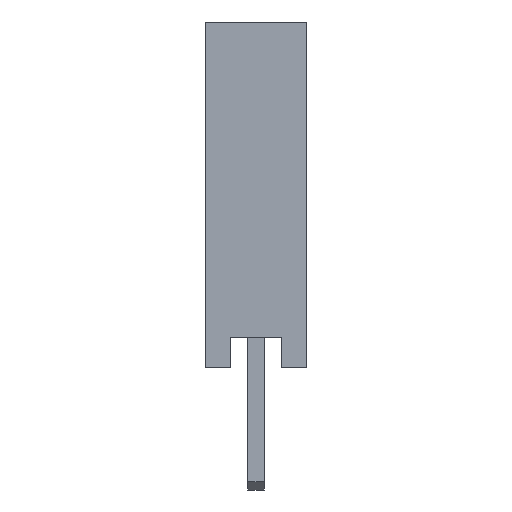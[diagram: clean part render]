
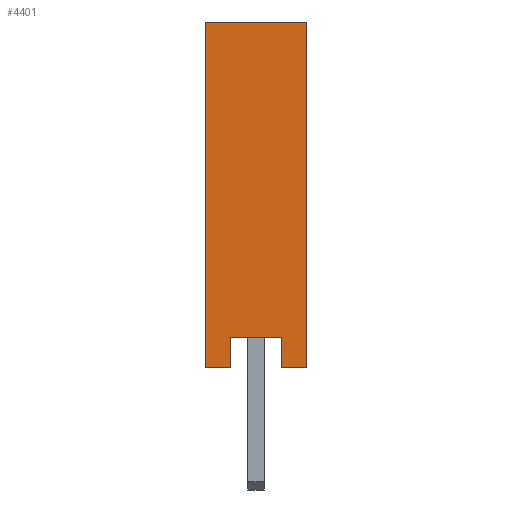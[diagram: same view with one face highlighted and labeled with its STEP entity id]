
A CAD part, front view. The second image highlights one B-rep face of the part: STEP entity #4401.
In plain terms, the highlighted planar face has unit normal (0, -1, 0).
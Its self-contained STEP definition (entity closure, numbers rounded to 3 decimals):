
#81=FACE_OUTER_BOUND('',#352,.T.);
#352=EDGE_LOOP('',(#2953,#2954,#2955,#2956,#2957,#2958,#2959,#2960));
#651=LINE('',#6199,#1271);
#655=LINE('',#6210,#1275);
#656=LINE('',#6212,#1276);
#657=LINE('',#6214,#1277);
#658=LINE('',#6216,#1278);
#659=LINE('',#6217,#1279);
#660=LINE('',#6219,#1280);
#661=LINE('',#6220,#1281);
#1271=VECTOR('',#5026,10.);
#1275=VECTOR('',#5038,10.);
#1276=VECTOR('',#5039,10.);
#1277=VECTOR('',#5040,10.);
#1278=VECTOR('',#5041,10.);
#1279=VECTOR('',#5042,10.);
#1280=VECTOR('',#5043,10.);
#1281=VECTOR('',#5044,10.);
#1876=VERTEX_POINT('',#6192);
#1879=VERTEX_POINT('',#6197);
#1881=VERTEX_POINT('',#6208);
#1882=VERTEX_POINT('',#6209);
#1883=VERTEX_POINT('',#6211);
#1884=VERTEX_POINT('',#6213);
#1885=VERTEX_POINT('',#6215);
#1886=VERTEX_POINT('',#6218);
#2291=EDGE_CURVE('',#1876,#1879,#651,.T.);
#2295=EDGE_CURVE('',#1881,#1882,#655,.T.);
#2296=EDGE_CURVE('',#1882,#1883,#656,.T.);
#2297=EDGE_CURVE('',#1883,#1884,#657,.T.);
#2298=EDGE_CURVE('',#1884,#1885,#658,.T.);
#2299=EDGE_CURVE('',#1885,#1876,#659,.T.);
#2300=EDGE_CURVE('',#1879,#1886,#660,.T.);
#2301=EDGE_CURVE('',#1886,#1881,#661,.T.);
#2953=ORIENTED_EDGE('',*,*,#2295,.T.);
#2954=ORIENTED_EDGE('',*,*,#2296,.T.);
#2955=ORIENTED_EDGE('',*,*,#2297,.T.);
#2956=ORIENTED_EDGE('',*,*,#2298,.T.);
#2957=ORIENTED_EDGE('',*,*,#2299,.T.);
#2958=ORIENTED_EDGE('',*,*,#2291,.T.);
#2959=ORIENTED_EDGE('',*,*,#2300,.T.);
#2960=ORIENTED_EDGE('',*,*,#2301,.T.);
#4131=PLANE('',#4704);
#4401=ADVANCED_FACE('',(#81),#4131,.T.);
#4704=AXIS2_PLACEMENT_3D('',#6207,#5036,#5037);
#5026=DIRECTION('',(-1.,0.,0.));
#5036=DIRECTION('center_axis',(0.,-1.,0.));
#5037=DIRECTION('ref_axis',(0.,0.,-1.));
#5038=DIRECTION('',(0.,0.,1.));
#5039=DIRECTION('',(1.,0.,0.));
#5040=DIRECTION('',(0.,0.,-1.));
#5041=DIRECTION('',(1.,0.,0.));
#5042=DIRECTION('',(0.,0.,1.));
#5043=DIRECTION('',(0.,0.,-1.));
#5044=DIRECTION('',(1.,0.,0.));
#6192=CARTESIAN_POINT('',(1.25,-12.7,8.5));
#6197=CARTESIAN_POINT('',(-1.25,-12.7,8.5));
#6199=CARTESIAN_POINT('',(-1.25,-12.7,8.5));
#6207=CARTESIAN_POINT('Origin',(0.,-12.7,4.25));
#6208=CARTESIAN_POINT('',(-0.625,-12.7,0.));
#6209=CARTESIAN_POINT('',(-0.625,-12.7,0.75));
#6210=CARTESIAN_POINT('',(-0.625,-12.7,0.75));
#6211=CARTESIAN_POINT('',(0.625,-12.7,0.75));
#6212=CARTESIAN_POINT('',(0.625,-12.7,0.75));
#6213=CARTESIAN_POINT('',(0.625,-12.7,0.));
#6214=CARTESIAN_POINT('',(0.625,-12.7,0.));
#6215=CARTESIAN_POINT('',(1.25,-12.7,0.));
#6216=CARTESIAN_POINT('',(1.25,-12.7,0.));
#6217=CARTESIAN_POINT('',(1.25,-12.7,8.5));
#6218=CARTESIAN_POINT('',(-1.25,-12.7,0.));
#6219=CARTESIAN_POINT('',(-1.25,-12.7,0.));
#6220=CARTESIAN_POINT('',(-0.625,-12.7,0.));
